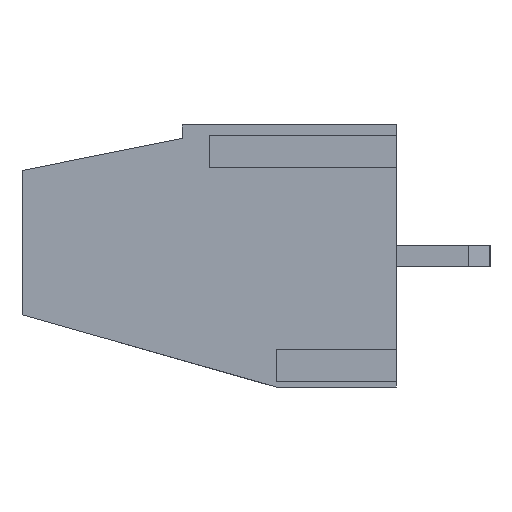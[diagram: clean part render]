
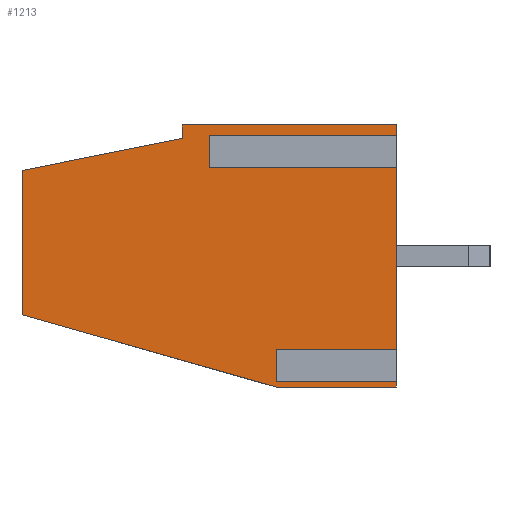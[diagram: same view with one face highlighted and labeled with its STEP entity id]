
A CAD part, left-side view. The second image highlights one B-rep face of the part: STEP entity #1213.
In plain terms, the highlighted planar face has unit normal (-1, 0, 0).
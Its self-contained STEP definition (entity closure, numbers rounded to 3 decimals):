
#686=CARTESIAN_POINT('',(-47.5,8.,4.4));
#687=VERTEX_POINT('',#686);
#688=CARTESIAN_POINT('',(-47.5,0.,4.4));
#689=VERTEX_POINT('',#688);
#690=CARTESIAN_POINT('',(-47.5,8.,4.4));
#691=DIRECTION('',(0.,-1.,0.));
#692=VECTOR('',#691,8.);
#693=LINE('',#690,#692);
#694=EDGE_CURVE('',#687,#689,#693,.T.);
#1095=CARTESIAN_POINT('',(-47.5,0.,0.));
#1096=DIRECTION('',(0.,0.,-1.));
#1097=DIRECTION('',(-1.,-0.,-0.));
#1098=AXIS2_PLACEMENT_3D('',#1095,#1097,#1096);
#1099=PLANE('',#1098);
#1100=CARTESIAN_POINT('',(-47.5,4.5,-4.24));
#1101=VERTEX_POINT('',#1100);
#1102=CARTESIAN_POINT('',(-47.5,0.,-4.24));
#1103=VERTEX_POINT('',#1102);
#1104=CARTESIAN_POINT('',(-47.5,4.5,-4.24));
#1105=DIRECTION('',(0.,-1.,0.));
#1106=VECTOR('',#1105,4.5);
#1107=LINE('',#1104,#1106);
#1108=EDGE_CURVE('',#1101,#1103,#1107,.T.);
#1109=ORIENTED_EDGE('',*,*,#1108,.T.);
#1110=CARTESIAN_POINT('',(-47.5,0.,3.04));
#1111=VERTEX_POINT('',#1110);
#1112=CARTESIAN_POINT('',(-47.5,0.,3.04));
#1113=DIRECTION('',(0.,0.,-1.));
#1114=VECTOR('',#1113,7.28);
#1115=LINE('',#1112,#1114);
#1116=EDGE_CURVE('',#1111,#1103,#1115,.T.);
#1117=ORIENTED_EDGE('',*,*,#1116,.F.);
#1118=CARTESIAN_POINT('',(-47.5,7.,3.04));
#1119=VERTEX_POINT('',#1118);
#1120=CARTESIAN_POINT('',(-47.5,0.,3.04));
#1121=DIRECTION('',(0.,1.,0.));
#1122=VECTOR('',#1121,7.);
#1123=LINE('',#1120,#1122);
#1124=EDGE_CURVE('',#1111,#1119,#1123,.T.);
#1125=ORIENTED_EDGE('',*,*,#1124,.T.);
#1126=CARTESIAN_POINT('',(-47.5,7.,3.76));
#1127=VERTEX_POINT('',#1126);
#1128=CARTESIAN_POINT('',(-47.5,7.,3.04));
#1129=DIRECTION('',(0.,0.,1.));
#1130=VECTOR('',#1129,0.72);
#1131=LINE('',#1128,#1130);
#1132=EDGE_CURVE('',#1119,#1127,#1131,.T.);
#1133=ORIENTED_EDGE('',*,*,#1132,.T.);
#1134=CARTESIAN_POINT('',(-47.5,0.,3.76));
#1135=VERTEX_POINT('',#1134);
#1136=CARTESIAN_POINT('',(-47.5,7.,3.76));
#1137=DIRECTION('',(0.,-1.,0.));
#1138=VECTOR('',#1137,7.);
#1139=LINE('',#1136,#1138);
#1140=EDGE_CURVE('',#1127,#1135,#1139,.T.);
#1141=ORIENTED_EDGE('',*,*,#1140,.T.);
#1142=CARTESIAN_POINT('',(-47.5,0.,4.4));
#1143=DIRECTION('',(0.,0.,-1.));
#1144=VECTOR('',#1143,0.64);
#1145=LINE('',#1142,#1144);
#1146=EDGE_CURVE('',#689,#1135,#1145,.T.);
#1147=ORIENTED_EDGE('',*,*,#1146,.F.);
#1148=ORIENTED_EDGE('',*,*,#694,.F.);
#1149=CARTESIAN_POINT('',(-47.5,8.,3.9));
#1150=VERTEX_POINT('',#1149);
#1151=CARTESIAN_POINT('',(-47.5,8.,3.9));
#1152=DIRECTION('',(0.,0.,1.));
#1153=VECTOR('',#1152,0.5);
#1154=LINE('',#1151,#1153);
#1155=EDGE_CURVE('',#1150,#687,#1154,.T.);
#1156=ORIENTED_EDGE('',*,*,#1155,.F.);
#1157=CARTESIAN_POINT('',(-47.5,14.,2.7));
#1158=VERTEX_POINT('',#1157);
#1159=CARTESIAN_POINT('',(-47.5,14.,2.7));
#1160=DIRECTION('',(0.,-0.981,0.196));
#1161=VECTOR('',#1160,6.119);
#1162=LINE('',#1159,#1161);
#1163=EDGE_CURVE('',#1158,#1150,#1162,.T.);
#1164=ORIENTED_EDGE('',*,*,#1163,.F.);
#1165=CARTESIAN_POINT('',(-47.5,14.,-2.7));
#1166=VERTEX_POINT('',#1165);
#1167=CARTESIAN_POINT('',(-47.5,14.,-2.7));
#1168=DIRECTION('',(0.,0.,1.));
#1169=VECTOR('',#1168,5.4);
#1170=LINE('',#1167,#1169);
#1171=EDGE_CURVE('',#1166,#1158,#1170,.T.);
#1172=ORIENTED_EDGE('',*,*,#1171,.F.);
#1173=CARTESIAN_POINT('',(-47.5,4.5,-5.4));
#1174=VERTEX_POINT('',#1173);
#1175=CARTESIAN_POINT('',(-47.5,4.5,-5.4));
#1176=DIRECTION('',(0.,0.962,0.273));
#1177=VECTOR('',#1176,9.876);
#1178=LINE('',#1175,#1177);
#1179=EDGE_CURVE('',#1174,#1166,#1178,.T.);
#1180=ORIENTED_EDGE('',*,*,#1179,.F.);
#1181=CARTESIAN_POINT('',(-47.5,0.,-5.4));
#1182=VERTEX_POINT('',#1181);
#1183=CARTESIAN_POINT('',(-47.5,0.,-5.4));
#1184=DIRECTION('',(0.,1.,0.));
#1185=VECTOR('',#1184,4.5);
#1186=LINE('',#1183,#1185);
#1187=EDGE_CURVE('',#1182,#1174,#1186,.T.);
#1188=ORIENTED_EDGE('',*,*,#1187,.F.);
#1189=CARTESIAN_POINT('',(-47.5,0.,-4.96));
#1190=VERTEX_POINT('',#1189);
#1191=CARTESIAN_POINT('',(-47.5,0.,-4.96));
#1192=DIRECTION('',(0.,0.,-1.));
#1193=VECTOR('',#1192,0.44);
#1194=LINE('',#1191,#1193);
#1195=EDGE_CURVE('',#1190,#1182,#1194,.T.);
#1196=ORIENTED_EDGE('',*,*,#1195,.F.);
#1197=CARTESIAN_POINT('',(-47.5,4.5,-4.96));
#1198=VERTEX_POINT('',#1197);
#1199=CARTESIAN_POINT('',(-47.5,0.,-4.96));
#1200=DIRECTION('',(0.,1.,0.));
#1201=VECTOR('',#1200,4.5);
#1202=LINE('',#1199,#1201);
#1203=EDGE_CURVE('',#1190,#1198,#1202,.T.);
#1204=ORIENTED_EDGE('',*,*,#1203,.T.);
#1205=CARTESIAN_POINT('',(-47.5,4.5,-4.96));
#1206=DIRECTION('',(0.,0.,1.));
#1207=VECTOR('',#1206,0.72);
#1208=LINE('',#1205,#1207);
#1209=EDGE_CURVE('',#1198,#1101,#1208,.T.);
#1210=ORIENTED_EDGE('',*,*,#1209,.T.);
#1211=EDGE_LOOP('',(#1109,#1117,#1125,#1133,#1141,#1147,#1148,#1156,#1164,#1172,#1180,#1188,#1196,#1204,#1210));
#1212=FACE_OUTER_BOUND('',#1211,.T.);
#1213=ADVANCED_FACE('',(#1212),#1099,.T.);
